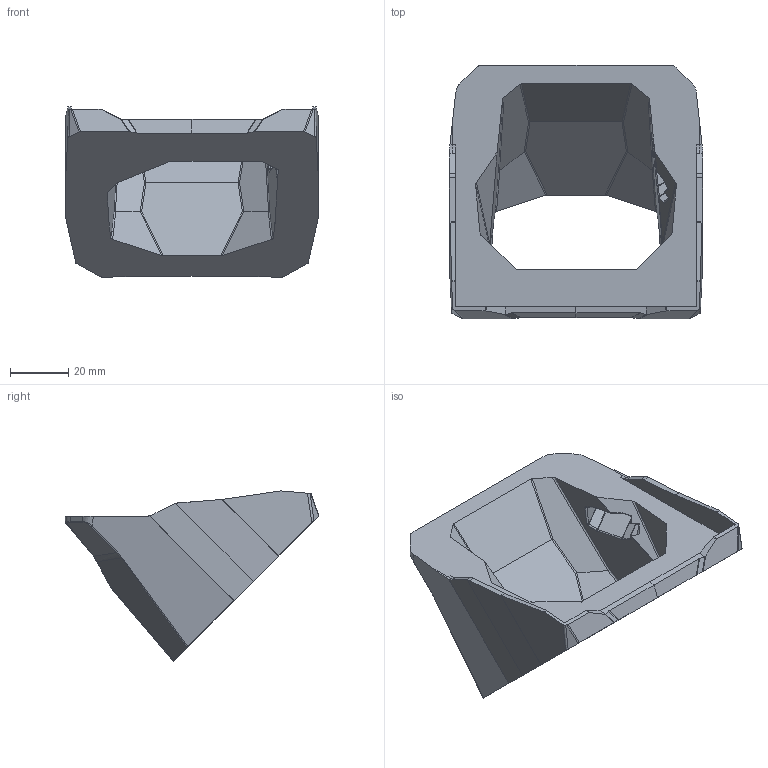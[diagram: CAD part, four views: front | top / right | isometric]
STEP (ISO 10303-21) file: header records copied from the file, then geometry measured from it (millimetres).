
FILE_DESCRIPTION(/* description */ ('FreeCAD Model'),/* implementation_level */ '2;1');
FILE_NAME(/* name */ 'standWithProbeHolder.step',/* time_stamp */ '2025-08-26T07:49:46-07:00',/* author */ (''),/* organization */ (''),/* preprocessor_version */ 'ST-DEVELOPER v20.1',/* originating_system */ 'Autodesk Translation Framework v14.4.0.0',/* authorisation */ '');
FILE_SCHEMA (('AUTOMOTIVE_DESIGN { 1 0 10303 214 3 1 1 }'));
Length unit declared in the file: millimetre
Products named in the file (1): difference003
Bounding box: 87 x 87.17 x 58.46 mm (x, y, z)
Volume: 91462.6 mm3; surface area: 25805.1 mm2
Topology: 1 solids, 1 shells, 297 faces, 793 edges, 480 vertices
Faces by surface type: bspline 136, plane 88, cylinder 73
Entity records: 16008 total; most frequent: CARTESIAN_POINT 9493, ORIENTED_EDGE 1562, DIRECTION 988, EDGE_CURVE 781, VERTEX_POINT 484, AXIS2_PLACEMENT_3D 357, B_SPLINE_CURVE_WITH_KNOTS 312, EDGE_LOOP 299
